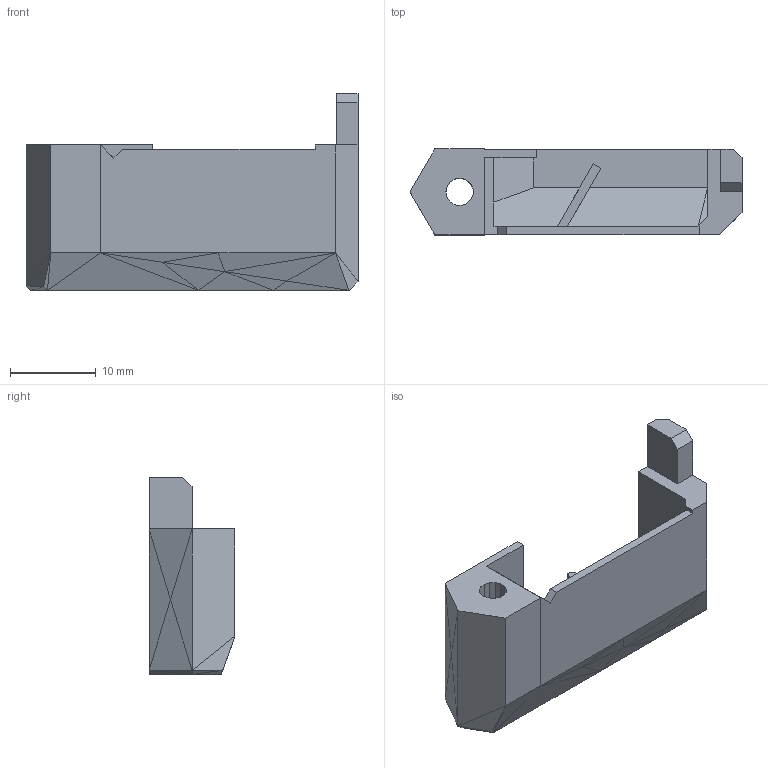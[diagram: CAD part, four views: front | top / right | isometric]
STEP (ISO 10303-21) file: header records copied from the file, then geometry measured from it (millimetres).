
FILE_DESCRIPTION(('FreeCAD Model'),'2;1');
FILE_NAME('Open CASCADE Shape Model','2023-01-15T12:08:28',('Author'),( ''),'Open CASCADE STEP processor 7.5','FreeCAD','Unknown');
FILE_SCHEMA(('AUTOMOTIVE_DESIGN { 1 0 10303 214 1 1 1 1 }'));
Length unit declared in the file: millimetre
Products named in the file (1): fan_nozzle_repaired
Bounding box: 38.8 x 10.05 x 23 mm (x, y, z)
Volume: 2909.7 mm3; surface area: 2969.7 mm2
Topology: 1 solids, 1 shells, 251 faces, 657 edges, 417 vertices
Faces by surface type: plane 251
Entity records: 15965 total; most frequent: CARTESIAN_POINT 2709, DIRECTION 2406, LINE 1902, VECTOR 1902, ORIENTED_EDGE 1314, PCURVE 1314, DEFINITIONAL_REPRESENTATION 1314, EDGE_CURVE 657
